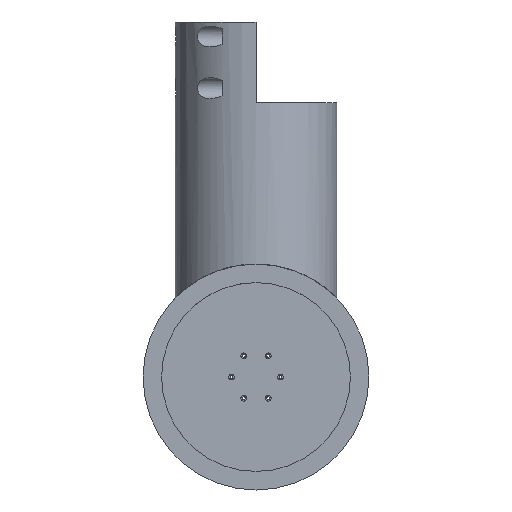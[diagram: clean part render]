
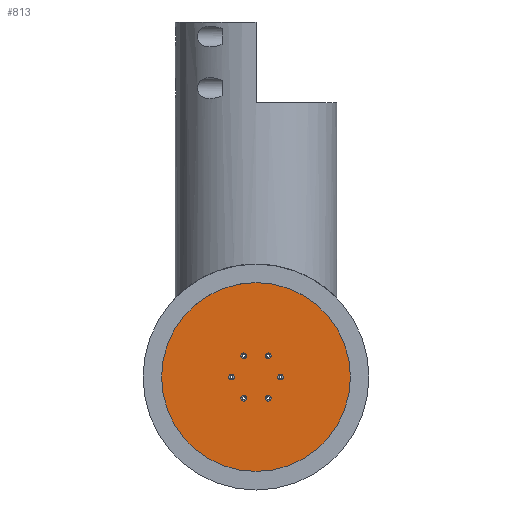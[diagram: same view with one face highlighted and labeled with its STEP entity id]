
A CAD part, front view. The second image highlights one B-rep face of the part: STEP entity #813.
In plain terms, the highlighted planar face has unit normal (0, -1, 0).
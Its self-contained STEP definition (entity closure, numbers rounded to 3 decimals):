
#47 = AXIS2_PLACEMENT_3D ( 'NONE', #1914, #870, #1630 ) ;
#58 = VERTEX_POINT ( 'NONE', #2463 ) ;
#80 = DIRECTION ( 'NONE',  ( 0., -1., 0. ) ) ;
#124 = CIRCLE ( 'NONE', #3036, 1.75 ) ;
#126 = DIRECTION ( 'NONE',  ( 0., 0., -1. ) ) ;
#131 = ORIENTED_EDGE ( 'NONE', *, *, #3443, .F. ) ;
#136 = FACE_BOUND ( 'NONE', #2858, .T. ) ;
#144 = DIRECTION ( 'NONE',  ( 0., -1., 0. ) ) ;
#153 = EDGE_CURVE ( 'NONE', #58, #1935, #1160, .T. ) ;
#170 = VERTEX_POINT ( 'NONE', #2012 ) ;
#187 = DIRECTION ( 'NONE',  ( 0., 0., -1. ) ) ;
#264 = DIRECTION ( 'NONE',  ( 0., -1., 0. ) ) ;
#407 = EDGE_CURVE ( 'NONE', #1935, #58, #124, .T. ) ;
#416 = DIRECTION ( 'NONE',  ( 0., 0., -1. ) ) ;
#446 = ORIENTED_EDGE ( 'NONE', *, *, #1240, .F. ) ;
#514 = VERTEX_POINT ( 'NONE', #2849 ) ;
#530 = DIRECTION ( 'NONE',  ( 0., -1., 0. ) ) ;
#536 = CARTESIAN_POINT ( 'NONE',  ( -7.59, 112., -11.396 ) ) ;
#543 = CARTESIAN_POINT ( 'NONE',  ( -7.59, 112., -13.146 ) ) ;
#581 = VERTEX_POINT ( 'NONE', #2801 ) ;
#583 = CARTESIAN_POINT ( 'NONE',  ( -7.59, 112., 13.146 ) ) ;
#586 = CIRCLE ( 'NONE', #2741, 58.5 ) ;
#627 = CIRCLE ( 'NONE', #1807, 1.75 ) ;
#635 = ORIENTED_EDGE ( 'NONE', *, *, #153, .F. ) ;
#670 = AXIS2_PLACEMENT_3D ( 'NONE', #2308, #2042, #1960 ) ;
#671 = EDGE_CURVE ( 'NONE', #3003, #2585, #2224, .T. ) ;
#678 = EDGE_CURVE ( 'NONE', #581, #2413, #586, .T. ) ;
#680 = AXIS2_PLACEMENT_3D ( 'NONE', #1296, #3489, #728 ) ;
#728 = DIRECTION ( 'NONE',  ( 0., 0., -1. ) ) ;
#771 = DIRECTION ( 'NONE',  ( 0., 0., 1. ) ) ;
#813 = ADVANCED_FACE ( 'NONE', ( #912, #1451, #2239, #2845, #2560, #1194, #136 ), #3334, .F. ) ;
#870 = DIRECTION ( 'NONE',  ( 0., -1., 0. ) ) ;
#871 = CARTESIAN_POINT ( 'NONE',  ( 15.18, 112., -1.75 ) ) ;
#898 = AXIS2_PLACEMENT_3D ( 'NONE', #1590, #2684, #1097 ) ;
#912 = FACE_BOUND ( 'NONE', #2813, .T. ) ;
#927 = DIRECTION ( 'NONE',  ( 0., 1., 0. ) ) ;
#964 = VERTEX_POINT ( 'NONE', #1342 ) ;
#1017 = DIRECTION ( 'NONE',  ( 0., 1., 0. ) ) ;
#1040 = ORIENTED_EDGE ( 'NONE', *, *, #2841, .F. ) ;
#1097 = DIRECTION ( 'NONE',  ( 0., 0., -1. ) ) ;
#1160 = CIRCLE ( 'NONE', #1264, 1.75 ) ;
#1170 = CIRCLE ( 'NONE', #3154, 58.5 ) ;
#1194 = FACE_OUTER_BOUND ( 'NONE', #1336, .T. ) ;
#1230 = CARTESIAN_POINT ( 'NONE',  ( -15.18, 112., -1.75 ) ) ;
#1240 = EDGE_CURVE ( 'NONE', #2413, #581, #1170, .T. ) ;
#1242 = CIRCLE ( 'NONE', #680, 1.75 ) ;
#1252 = CARTESIAN_POINT ( 'NONE',  ( 15.18, 112., 1.75 ) ) ;
#1264 = AXIS2_PLACEMENT_3D ( 'NONE', #3156, #144, #126 ) ;
#1274 = ORIENTED_EDGE ( 'NONE', *, *, #2108, .F. ) ;
#1296 = CARTESIAN_POINT ( 'NONE',  ( 7.59, 112., 13.146 ) ) ;
#1336 = EDGE_LOOP ( 'NONE', ( #446, #3234 ) ) ;
#1342 = CARTESIAN_POINT ( 'NONE',  ( 7.59, 112., -11.396 ) ) ;
#1352 = DIRECTION ( 'NONE',  ( 0., 0., -1. ) ) ;
#1355 = VERTEX_POINT ( 'NONE', #1230 ) ;
#1405 = AXIS2_PLACEMENT_3D ( 'NONE', #1536, #1768, #187 ) ;
#1410 = DIRECTION ( 'NONE',  ( 0., 0., -1. ) ) ;
#1424 = DIRECTION ( 'NONE',  ( 0., -1., 0. ) ) ;
#1442 = ORIENTED_EDGE ( 'NONE', *, *, #2143, .F. ) ;
#1451 = FACE_BOUND ( 'NONE', #1704, .T. ) ;
#1464 = DIRECTION ( 'NONE',  ( 0., 0., -1. ) ) ;
#1518 = CIRCLE ( 'NONE', #1405, 1.75 ) ;
#1536 = CARTESIAN_POINT ( 'NONE',  ( 15.18, 112., 0. ) ) ;
#1540 = EDGE_CURVE ( 'NONE', #2585, #3003, #1518, .T. ) ;
#1544 = CARTESIAN_POINT ( 'NONE',  ( 15.18, 112., 0. ) ) ;
#1561 = DIRECTION ( 'NONE',  ( 0., 0., 1. ) ) ;
#1571 = DIRECTION ( 'NONE',  ( 0., -1., 0. ) ) ;
#1590 = CARTESIAN_POINT ( 'NONE',  ( 7.59, 112., -13.146 ) ) ;
#1599 = VERTEX_POINT ( 'NONE', #3130 ) ;
#1630 = DIRECTION ( 'NONE',  ( 0., 0., -1. ) ) ;
#1704 = EDGE_LOOP ( 'NONE', ( #2158, #131 ) ) ;
#1767 = CIRCLE ( 'NONE', #3031, 1.75 ) ;
#1768 = DIRECTION ( 'NONE',  ( 0., -1., 0. ) ) ;
#1807 = AXIS2_PLACEMENT_3D ( 'NONE', #2556, #1571, #416 ) ;
#1841 = EDGE_LOOP ( 'NONE', ( #2776, #2330 ) ) ;
#1854 = VERTEX_POINT ( 'NONE', #3186 ) ;
#1863 = CARTESIAN_POINT ( 'NONE',  ( 0., 112., 0. ) ) ;
#1882 = EDGE_CURVE ( 'NONE', #1891, #1854, #1242, .T. ) ;
#1885 = AXIS2_PLACEMENT_3D ( 'NONE', #1544, #2115, #3151 ) ;
#1891 = VERTEX_POINT ( 'NONE', #3205 ) ;
#1914 = CARTESIAN_POINT ( 'NONE',  ( 7.59, 112., 13.146 ) ) ;
#1935 = VERTEX_POINT ( 'NONE', #536 ) ;
#1960 = DIRECTION ( 'NONE',  ( 0., 0., -1. ) ) ;
#1986 = VERTEX_POINT ( 'NONE', #3312 ) ;
#2003 = EDGE_CURVE ( 'NONE', #1854, #1891, #2605, .T. ) ;
#2007 = ORIENTED_EDGE ( 'NONE', *, *, #2326, .F. ) ;
#2012 = CARTESIAN_POINT ( 'NONE',  ( -7.59, 112., 14.896 ) ) ;
#2042 = DIRECTION ( 'NONE',  ( 0., -1., 0. ) ) ;
#2088 = CARTESIAN_POINT ( 'NONE',  ( 0., 112., 0. ) ) ;
#2108 = EDGE_CURVE ( 'NONE', #1986, #1355, #2954, .T. ) ;
#2115 = DIRECTION ( 'NONE',  ( 0., -1., 0. ) ) ;
#2143 = EDGE_CURVE ( 'NONE', #1599, #964, #627, .T. ) ;
#2158 = ORIENTED_EDGE ( 'NONE', *, *, #3378, .F. ) ;
#2169 = AXIS2_PLACEMENT_3D ( 'NONE', #2088, #927, #2273 ) ;
#2180 = CARTESIAN_POINT ( 'NONE',  ( 0., 112., -58.5 ) ) ;
#2203 = DIRECTION ( 'NONE',  ( 0., 0., -1. ) ) ;
#2224 = CIRCLE ( 'NONE', #1885, 1.75 ) ;
#2239 = FACE_BOUND ( 'NONE', #3477, .T. ) ;
#2273 = DIRECTION ( 'NONE',  ( 0., 0., 1. ) ) ;
#2282 = CIRCLE ( 'NONE', #2745, 1.75 ) ;
#2308 = CARTESIAN_POINT ( 'NONE',  ( -15.18, 112., 0. ) ) ;
#2326 = EDGE_CURVE ( 'NONE', #964, #1599, #3239, .T. ) ;
#2330 = ORIENTED_EDGE ( 'NONE', *, *, #1540, .F. ) ;
#2413 = VERTEX_POINT ( 'NONE', #2180 ) ;
#2422 = CARTESIAN_POINT ( 'NONE',  ( 0., 112., 0. ) ) ;
#2463 = CARTESIAN_POINT ( 'NONE',  ( -7.59, 112., -14.896 ) ) ;
#2478 = ORIENTED_EDGE ( 'NONE', *, *, #407, .F. ) ;
#2484 = CIRCLE ( 'NONE', #670, 1.75 ) ;
#2523 = CARTESIAN_POINT ( 'NONE',  ( -15.18, 112., 0. ) ) ;
#2556 = CARTESIAN_POINT ( 'NONE',  ( 7.59, 112., -13.146 ) ) ;
#2560 = FACE_BOUND ( 'NONE', #3039, .T. ) ;
#2585 = VERTEX_POINT ( 'NONE', #1252 ) ;
#2605 = CIRCLE ( 'NONE', #47, 1.75 ) ;
#2684 = DIRECTION ( 'NONE',  ( 0., -1., 0. ) ) ;
#2741 = AXIS2_PLACEMENT_3D ( 'NONE', #1863, #3441, #1561 ) ;
#2745 = AXIS2_PLACEMENT_3D ( 'NONE', #3319, #264, #2203 ) ;
#2776 = ORIENTED_EDGE ( 'NONE', *, *, #671, .F. ) ;
#2801 = CARTESIAN_POINT ( 'NONE',  ( 0., 112., 58.5 ) ) ;
#2813 = EDGE_LOOP ( 'NONE', ( #1040, #1274 ) ) ;
#2841 = EDGE_CURVE ( 'NONE', #1355, #1986, #2484, .T. ) ;
#2845 = FACE_BOUND ( 'NONE', #1841, .T. ) ;
#2849 = CARTESIAN_POINT ( 'NONE',  ( -7.59, 112., 11.396 ) ) ;
#2858 = EDGE_LOOP ( 'NONE', ( #635, #2478 ) ) ;
#2894 = AXIS2_PLACEMENT_3D ( 'NONE', #2523, #80, #1464 ) ;
#2954 = CIRCLE ( 'NONE', #2894, 1.75 ) ;
#2967 = ORIENTED_EDGE ( 'NONE', *, *, #2003, .F. ) ;
#3003 = VERTEX_POINT ( 'NONE', #871 ) ;
#3031 = AXIS2_PLACEMENT_3D ( 'NONE', #583, #530, #1410 ) ;
#3036 = AXIS2_PLACEMENT_3D ( 'NONE', #543, #1424, #1352 ) ;
#3039 = EDGE_LOOP ( 'NONE', ( #1442, #2007 ) ) ;
#3130 = CARTESIAN_POINT ( 'NONE',  ( 7.59, 112., -14.896 ) ) ;
#3151 = DIRECTION ( 'NONE',  ( 0., 0., -1. ) ) ;
#3154 = AXIS2_PLACEMENT_3D ( 'NONE', #2422, #1017, #771 ) ;
#3156 = CARTESIAN_POINT ( 'NONE',  ( -7.59, 112., -13.146 ) ) ;
#3186 = CARTESIAN_POINT ( 'NONE',  ( 7.59, 112., 11.396 ) ) ;
#3205 = CARTESIAN_POINT ( 'NONE',  ( 7.59, 112., 14.896 ) ) ;
#3234 = ORIENTED_EDGE ( 'NONE', *, *, #678, .F. ) ;
#3239 = CIRCLE ( 'NONE', #898, 1.75 ) ;
#3312 = CARTESIAN_POINT ( 'NONE',  ( -15.18, 112., 1.75 ) ) ;
#3319 = CARTESIAN_POINT ( 'NONE',  ( -7.59, 112., 13.146 ) ) ;
#3334 = PLANE ( 'NONE',  #2169 ) ;
#3378 = EDGE_CURVE ( 'NONE', #514, #170, #2282, .T. ) ;
#3425 = ORIENTED_EDGE ( 'NONE', *, *, #1882, .F. ) ;
#3441 = DIRECTION ( 'NONE',  ( 0., 1., 0. ) ) ;
#3443 = EDGE_CURVE ( 'NONE', #170, #514, #1767, .T. ) ;
#3477 = EDGE_LOOP ( 'NONE', ( #2967, #3425 ) ) ;
#3489 = DIRECTION ( 'NONE',  ( 0., -1., 0. ) ) ;
